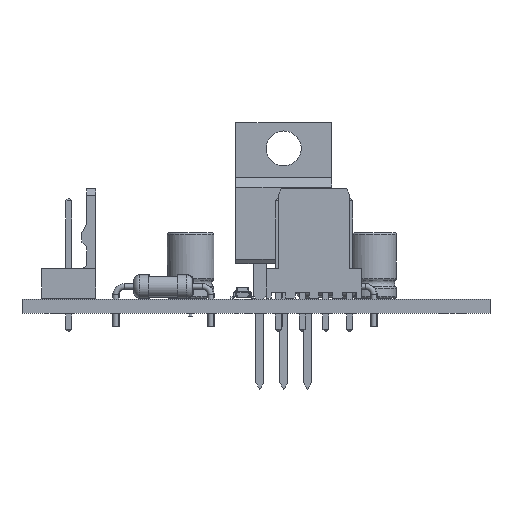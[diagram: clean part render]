
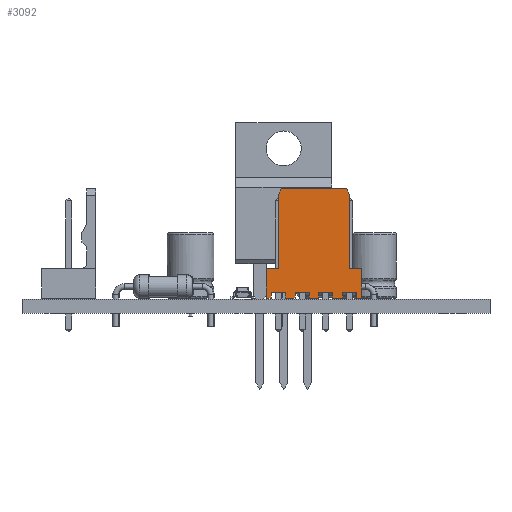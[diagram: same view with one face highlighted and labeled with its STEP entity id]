
A CAD part, front view. The second image highlights one B-rep face of the part: STEP entity #3092.
In plain terms, the highlighted planar face has unit normal (0, -1, 0).
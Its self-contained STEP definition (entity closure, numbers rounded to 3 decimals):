
#3056 = EDGE_CURVE('',#3057,#3059,#3061,.T.);
#3057 = VERTEX_POINT('',#3058);
#3058 = CARTESIAN_POINT('',(0.3,-2.9,11.7));
#3059 = VERTEX_POINT('',#3060);
#3060 = CARTESIAN_POINT('',(7.32,-2.9,11.7));
#3061 = LINE('',#3062,#3063);
#3062 = CARTESIAN_POINT('',(3.81,-2.9,11.7));
#3063 = VECTOR('',#3064,1.);
#3064 = DIRECTION('',(1.,0.,0.));
#3092 = ADVANCED_FACE('',(#3093),#3294,.T.);
#3093 = FACE_BOUND('',#3094,.T.);
#3094 = EDGE_LOOP('',(#3095,#3105,#3113,#3121,#3129,#3137,#3145,#3153,
    #3161,#3169,#3177,#3185,#3193,#3201,#3209,#3217,#3225,#3233,#3241,
    #3249,#3257,#3263,#3264,#3272,#3280,#3288));
#3095 = ORIENTED_EDGE('',*,*,#3096,.T.);
#3096 = EDGE_CURVE('',#3097,#3099,#3101,.T.);
#3097 = VERTEX_POINT('',#3098);
#3098 = CARTESIAN_POINT('',(-1.27,-2.9,0.));
#3099 = VERTEX_POINT('',#3100);
#3100 = CARTESIAN_POINT('',(-0.75,-2.9,0.));
#3101 = LINE('',#3102,#3103);
#3102 = CARTESIAN_POINT('',(-1.27,-2.9,0.));
#3103 = VECTOR('',#3104,1.);
#3104 = DIRECTION('',(1.,0.,0.));
#3105 = ORIENTED_EDGE('',*,*,#3106,.T.);
#3106 = EDGE_CURVE('',#3099,#3107,#3109,.T.);
#3107 = VERTEX_POINT('',#3108);
#3108 = CARTESIAN_POINT('',(-0.75,-2.9,0.6));
#3109 = LINE('',#3110,#3111);
#3110 = CARTESIAN_POINT('',(-0.75,-2.9,0.));
#3111 = VECTOR('',#3112,1.);
#3112 = DIRECTION('',(0.,0.,1.));
#3113 = ORIENTED_EDGE('',*,*,#3114,.F.);
#3114 = EDGE_CURVE('',#3115,#3107,#3117,.T.);
#3115 = VERTEX_POINT('',#3116);
#3116 = CARTESIAN_POINT('',(0.75,-2.9,0.6));
#3117 = LINE('',#3118,#3119);
#3118 = CARTESIAN_POINT('',(0.75,-2.9,0.6));
#3119 = VECTOR('',#3120,1.);
#3120 = DIRECTION('',(-1.,0.,0.));
#3121 = ORIENTED_EDGE('',*,*,#3122,.F.);
#3122 = EDGE_CURVE('',#3123,#3115,#3125,.T.);
#3123 = VERTEX_POINT('',#3124);
#3124 = CARTESIAN_POINT('',(0.75,-2.9,0.));
#3125 = LINE('',#3126,#3127);
#3126 = CARTESIAN_POINT('',(0.75,-2.9,0.));
#3127 = VECTOR('',#3128,1.);
#3128 = DIRECTION('',(0.,0.,1.));
#3129 = ORIENTED_EDGE('',*,*,#3130,.T.);
#3130 = EDGE_CURVE('',#3123,#3131,#3133,.T.);
#3131 = VERTEX_POINT('',#3132);
#3132 = CARTESIAN_POINT('',(1.79,-2.9,0.));
#3133 = LINE('',#3134,#3135);
#3134 = CARTESIAN_POINT('',(-1.27,-2.9,0.));
#3135 = VECTOR('',#3136,1.);
#3136 = DIRECTION('',(1.,0.,0.));
#3137 = ORIENTED_EDGE('',*,*,#3138,.T.);
#3138 = EDGE_CURVE('',#3131,#3139,#3141,.T.);
#3139 = VERTEX_POINT('',#3140);
#3140 = CARTESIAN_POINT('',(1.79,-2.9,0.6));
#3141 = LINE('',#3142,#3143);
#3142 = CARTESIAN_POINT('',(1.79,-2.9,0.));
#3143 = VECTOR('',#3144,1.);
#3144 = DIRECTION('',(0.,0.,1.));
#3145 = ORIENTED_EDGE('',*,*,#3146,.F.);
#3146 = EDGE_CURVE('',#3147,#3139,#3149,.T.);
#3147 = VERTEX_POINT('',#3148);
#3148 = CARTESIAN_POINT('',(3.29,-2.9,0.6));
#3149 = LINE('',#3150,#3151);
#3150 = CARTESIAN_POINT('',(3.29,-2.9,0.6));
#3151 = VECTOR('',#3152,1.);
#3152 = DIRECTION('',(-1.,0.,0.));
#3153 = ORIENTED_EDGE('',*,*,#3154,.F.);
#3154 = EDGE_CURVE('',#3155,#3147,#3157,.T.);
#3155 = VERTEX_POINT('',#3156);
#3156 = CARTESIAN_POINT('',(3.29,-2.9,0.));
#3157 = LINE('',#3158,#3159);
#3158 = CARTESIAN_POINT('',(3.29,-2.9,0.));
#3159 = VECTOR('',#3160,1.);
#3160 = DIRECTION('',(0.,0.,1.));
#3161 = ORIENTED_EDGE('',*,*,#3162,.T.);
#3162 = EDGE_CURVE('',#3155,#3163,#3165,.T.);
#3163 = VERTEX_POINT('',#3164);
#3164 = CARTESIAN_POINT('',(4.33,-2.9,0.));
#3165 = LINE('',#3166,#3167);
#3166 = CARTESIAN_POINT('',(-1.27,-2.9,0.));
#3167 = VECTOR('',#3168,1.);
#3168 = DIRECTION('',(1.,0.,0.));
#3169 = ORIENTED_EDGE('',*,*,#3170,.T.);
#3170 = EDGE_CURVE('',#3163,#3171,#3173,.T.);
#3171 = VERTEX_POINT('',#3172);
#3172 = CARTESIAN_POINT('',(4.33,-2.9,0.6));
#3173 = LINE('',#3174,#3175);
#3174 = CARTESIAN_POINT('',(4.33,-2.9,0.));
#3175 = VECTOR('',#3176,1.);
#3176 = DIRECTION('',(0.,0.,1.));
#3177 = ORIENTED_EDGE('',*,*,#3178,.F.);
#3178 = EDGE_CURVE('',#3179,#3171,#3181,.T.);
#3179 = VERTEX_POINT('',#3180);
#3180 = CARTESIAN_POINT('',(5.83,-2.9,0.6));
#3181 = LINE('',#3182,#3183);
#3182 = CARTESIAN_POINT('',(5.83,-2.9,0.6));
#3183 = VECTOR('',#3184,1.);
#3184 = DIRECTION('',(-1.,0.,0.));
#3185 = ORIENTED_EDGE('',*,*,#3186,.F.);
#3186 = EDGE_CURVE('',#3187,#3179,#3189,.T.);
#3187 = VERTEX_POINT('',#3188);
#3188 = CARTESIAN_POINT('',(5.83,-2.9,0.));
#3189 = LINE('',#3190,#3191);
#3190 = CARTESIAN_POINT('',(5.83,-2.9,0.));
#3191 = VECTOR('',#3192,1.);
#3192 = DIRECTION('',(0.,0.,1.));
#3193 = ORIENTED_EDGE('',*,*,#3194,.T.);
#3194 = EDGE_CURVE('',#3187,#3195,#3197,.T.);
#3195 = VERTEX_POINT('',#3196);
#3196 = CARTESIAN_POINT('',(6.87,-2.9,0.));
#3197 = LINE('',#3198,#3199);
#3198 = CARTESIAN_POINT('',(-1.27,-2.9,0.));
#3199 = VECTOR('',#3200,1.);
#3200 = DIRECTION('',(1.,0.,0.));
#3201 = ORIENTED_EDGE('',*,*,#3202,.T.);
#3202 = EDGE_CURVE('',#3195,#3203,#3205,.T.);
#3203 = VERTEX_POINT('',#3204);
#3204 = CARTESIAN_POINT('',(6.87,-2.9,0.6));
#3205 = LINE('',#3206,#3207);
#3206 = CARTESIAN_POINT('',(6.87,-2.9,0.));
#3207 = VECTOR('',#3208,1.);
#3208 = DIRECTION('',(0.,0.,1.));
#3209 = ORIENTED_EDGE('',*,*,#3210,.F.);
#3210 = EDGE_CURVE('',#3211,#3203,#3213,.T.);
#3211 = VERTEX_POINT('',#3212);
#3212 = CARTESIAN_POINT('',(8.37,-2.9,0.6));
#3213 = LINE('',#3214,#3215);
#3214 = CARTESIAN_POINT('',(8.37,-2.9,0.6));
#3215 = VECTOR('',#3216,1.);
#3216 = DIRECTION('',(-1.,0.,0.));
#3217 = ORIENTED_EDGE('',*,*,#3218,.F.);
#3218 = EDGE_CURVE('',#3219,#3211,#3221,.T.);
#3219 = VERTEX_POINT('',#3220);
#3220 = CARTESIAN_POINT('',(8.37,-2.9,0.));
#3221 = LINE('',#3222,#3223);
#3222 = CARTESIAN_POINT('',(8.37,-2.9,0.));
#3223 = VECTOR('',#3224,1.);
#3224 = DIRECTION('',(0.,0.,1.));
#3225 = ORIENTED_EDGE('',*,*,#3226,.T.);
#3226 = EDGE_CURVE('',#3219,#3227,#3229,.T.);
#3227 = VERTEX_POINT('',#3228);
#3228 = CARTESIAN_POINT('',(8.89,-2.9,0.));
#3229 = LINE('',#3230,#3231);
#3230 = CARTESIAN_POINT('',(-1.27,-2.9,0.));
#3231 = VECTOR('',#3232,1.);
#3232 = DIRECTION('',(1.,0.,0.));
#3233 = ORIENTED_EDGE('',*,*,#3234,.T.);
#3234 = EDGE_CURVE('',#3227,#3235,#3237,.T.);
#3235 = VERTEX_POINT('',#3236);
#3236 = CARTESIAN_POINT('',(8.89,-2.9,3.17));
#3237 = LINE('',#3238,#3239);
#3238 = CARTESIAN_POINT('',(8.89,-2.9,0.));
#3239 = VECTOR('',#3240,1.);
#3240 = DIRECTION('',(0.,0.,1.));
#3241 = ORIENTED_EDGE('',*,*,#3242,.F.);
#3242 = EDGE_CURVE('',#3243,#3235,#3245,.T.);
#3243 = VERTEX_POINT('',#3244);
#3244 = CARTESIAN_POINT('',(7.62,-2.9,3.17));
#3245 = LINE('',#3246,#3247);
#3246 = CARTESIAN_POINT('',(-1.27,-2.9,3.17));
#3247 = VECTOR('',#3248,1.);
#3248 = DIRECTION('',(1.,0.,0.));
#3249 = ORIENTED_EDGE('',*,*,#3250,.T.);
#3250 = EDGE_CURVE('',#3243,#3251,#3253,.T.);
#3251 = VERTEX_POINT('',#3252);
#3252 = CARTESIAN_POINT('',(7.62,-2.9,11.));
#3253 = LINE('',#3254,#3255);
#3254 = CARTESIAN_POINT('',(7.62,-2.9,3.17));
#3255 = VECTOR('',#3256,1.);
#3256 = DIRECTION('',(0.,0.,1.));
#3257 = ORIENTED_EDGE('',*,*,#3258,.F.);
#3258 = EDGE_CURVE('',#3059,#3251,#3259,.T.);
#3259 = LINE('',#3260,#3261);
#3260 = CARTESIAN_POINT('',(8.667,-2.9,8.557));
#3261 = VECTOR('',#3262,1.);
#3262 = DIRECTION('',(0.394,0.,-0.919));
#3263 = ORIENTED_EDGE('',*,*,#3056,.F.);
#3264 = ORIENTED_EDGE('',*,*,#3265,.T.);
#3265 = EDGE_CURVE('',#3057,#3266,#3268,.T.);
#3266 = VERTEX_POINT('',#3267);
#3267 = CARTESIAN_POINT('',(0.,-2.9,11.));
#3268 = LINE('',#3269,#3270);
#3269 = CARTESIAN_POINT('',(-1.047,-2.9,8.557));
#3270 = VECTOR('',#3271,1.);
#3271 = DIRECTION('',(-0.394,-0.,-0.919));
#3272 = ORIENTED_EDGE('',*,*,#3273,.F.);
#3273 = EDGE_CURVE('',#3274,#3266,#3276,.T.);
#3274 = VERTEX_POINT('',#3275);
#3275 = CARTESIAN_POINT('',(0.,-2.9,3.17));
#3276 = LINE('',#3277,#3278);
#3277 = CARTESIAN_POINT('',(0.,-2.9,3.17));
#3278 = VECTOR('',#3279,1.);
#3279 = DIRECTION('',(0.,0.,1.));
#3280 = ORIENTED_EDGE('',*,*,#3281,.F.);
#3281 = EDGE_CURVE('',#3282,#3274,#3284,.T.);
#3282 = VERTEX_POINT('',#3283);
#3283 = CARTESIAN_POINT('',(-1.27,-2.9,3.17));
#3284 = LINE('',#3285,#3286);
#3285 = CARTESIAN_POINT('',(-1.27,-2.9,3.17));
#3286 = VECTOR('',#3287,1.);
#3287 = DIRECTION('',(1.,0.,0.));
#3288 = ORIENTED_EDGE('',*,*,#3289,.F.);
#3289 = EDGE_CURVE('',#3097,#3282,#3290,.T.);
#3290 = LINE('',#3291,#3292);
#3291 = CARTESIAN_POINT('',(-1.27,-2.9,0.));
#3292 = VECTOR('',#3293,1.);
#3293 = DIRECTION('',(0.,0.,1.));
#3294 = PLANE('',#3295);
#3295 = AXIS2_PLACEMENT_3D('',#3296,#3297,#3298);
#3296 = CARTESIAN_POINT('',(3.81,-2.9,4.86));
#3297 = DIRECTION('',(0.,-1.,0.));
#3298 = DIRECTION('',(-1.,0.,0.));
